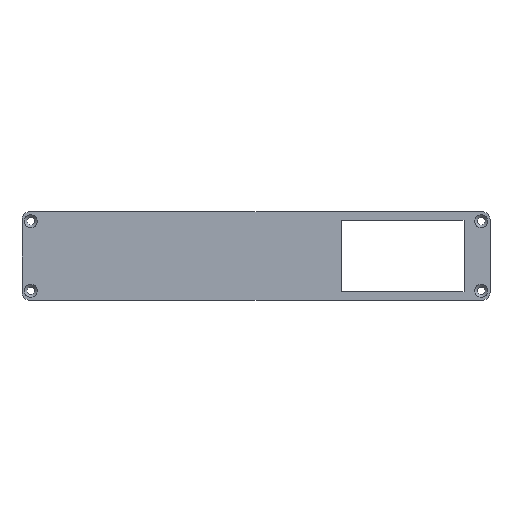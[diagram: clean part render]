
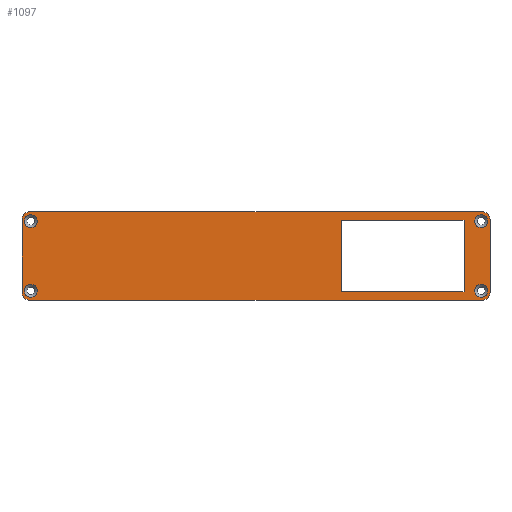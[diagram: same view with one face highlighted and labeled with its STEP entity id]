
A CAD part, top view. The second image highlights one B-rep face of the part: STEP entity #1097.
In plain terms, the highlighted planar face has unit normal (0, 0, 1).
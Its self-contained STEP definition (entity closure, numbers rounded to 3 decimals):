
#136=FACE_BOUND('',#311,.T.);
#137=FACE_BOUND('',#312,.T.);
#138=FACE_BOUND('',#313,.T.);
#139=FACE_BOUND('',#314,.T.);
#140=FACE_BOUND('',#315,.T.);
#151=CIRCLE('',#1154,2.5);
#152=CIRCLE('',#1155,2.5);
#156=CIRCLE('',#1161,2.5);
#157=CIRCLE('',#1162,2.5);
#161=CIRCLE('',#1168,2.5);
#162=CIRCLE('',#1169,2.5);
#166=CIRCLE('',#1175,2.5);
#167=CIRCLE('',#1176,2.5);
#175=CIRCLE('',#1198,3.);
#180=CIRCLE('',#1206,3.);
#181=CIRCLE('',#1208,3.);
#182=CIRCLE('',#1211,3.);
#253=FACE_OUTER_BOUND('',#310,.T.);
#310=EDGE_LOOP('',(#996,#997,#998,#999,#1000,#1001,#1002,#1003));
#311=EDGE_LOOP('',(#1004,#1005,#1006,#1007));
#312=EDGE_LOOP('',(#1008,#1009));
#313=EDGE_LOOP('',(#1010,#1011));
#314=EDGE_LOOP('',(#1012,#1013));
#315=EDGE_LOOP('',(#1014,#1015));
#324=LINE('',#1564,#418);
#345=LINE('',#1615,#439);
#359=LINE('',#1649,#453);
#369=LINE('',#1675,#463);
#400=LINE('',#1803,#494);
#406=LINE('',#1818,#500);
#408=LINE('',#1824,#502);
#409=LINE('',#1826,#503);
#418=VECTOR('',#1244,10.);
#439=VECTOR('',#1283,10.);
#453=VECTOR('',#1319,10.);
#463=VECTOR('',#1343,10.);
#494=VECTOR('',#1488,10.);
#500=VECTOR('',#1504,10.);
#502=VECTOR('',#1512,10.);
#503=VECTOR('',#1515,10.);
#510=VERTEX_POINT('',#1561);
#511=VERTEX_POINT('',#1563);
#531=VERTEX_POINT('',#1612);
#532=VERTEX_POINT('',#1614);
#555=VERTEX_POINT('',#1691);
#556=VERTEX_POINT('',#1692);
#560=VERTEX_POINT('',#1705);
#561=VERTEX_POINT('',#1706);
#565=VERTEX_POINT('',#1719);
#566=VERTEX_POINT('',#1720);
#570=VERTEX_POINT('',#1733);
#571=VERTEX_POINT('',#1734);
#580=VERTEX_POINT('',#1779);
#581=VERTEX_POINT('',#1780);
#590=VERTEX_POINT('',#1802);
#591=VERTEX_POINT('',#1806);
#592=VERTEX_POINT('',#1810);
#593=VERTEX_POINT('',#1811);
#594=VERTEX_POINT('',#1816);
#595=VERTEX_POINT('',#1820);
#604=EDGE_CURVE('',#511,#510,#324,.T.);
#629=EDGE_CURVE('',#532,#531,#345,.T.);
#647=EDGE_CURVE('',#531,#511,#359,.T.);
#661=EDGE_CURVE('',#510,#532,#369,.T.);
#669=EDGE_CURVE('',#555,#556,#151,.T.);
#670=EDGE_CURVE('',#556,#555,#152,.T.);
#676=EDGE_CURVE('',#560,#561,#156,.T.);
#677=EDGE_CURVE('',#561,#560,#157,.T.);
#683=EDGE_CURVE('',#565,#566,#161,.T.);
#684=EDGE_CURVE('',#566,#565,#162,.T.);
#690=EDGE_CURVE('',#570,#571,#166,.T.);
#691=EDGE_CURVE('',#571,#570,#167,.T.);
#712=EDGE_CURVE('',#580,#581,#175,.T.);
#723=EDGE_CURVE('',#590,#581,#400,.T.);
#725=EDGE_CURVE('',#590,#591,#180,.T.);
#727=EDGE_CURVE('',#592,#593,#181,.T.);
#731=EDGE_CURVE('',#592,#594,#406,.T.);
#732=EDGE_CURVE('',#595,#594,#182,.T.);
#734=EDGE_CURVE('',#595,#591,#408,.T.);
#735=EDGE_CURVE('',#580,#593,#409,.T.);
#996=ORIENTED_EDGE('',*,*,#712,.F.);
#997=ORIENTED_EDGE('',*,*,#735,.T.);
#998=ORIENTED_EDGE('',*,*,#727,.F.);
#999=ORIENTED_EDGE('',*,*,#731,.T.);
#1000=ORIENTED_EDGE('',*,*,#732,.F.);
#1001=ORIENTED_EDGE('',*,*,#734,.T.);
#1002=ORIENTED_EDGE('',*,*,#725,.F.);
#1003=ORIENTED_EDGE('',*,*,#723,.T.);
#1004=ORIENTED_EDGE('',*,*,#629,.T.);
#1005=ORIENTED_EDGE('',*,*,#647,.T.);
#1006=ORIENTED_EDGE('',*,*,#604,.T.);
#1007=ORIENTED_EDGE('',*,*,#661,.T.);
#1008=ORIENTED_EDGE('',*,*,#669,.T.);
#1009=ORIENTED_EDGE('',*,*,#670,.T.);
#1010=ORIENTED_EDGE('',*,*,#676,.T.);
#1011=ORIENTED_EDGE('',*,*,#677,.T.);
#1012=ORIENTED_EDGE('',*,*,#683,.T.);
#1013=ORIENTED_EDGE('',*,*,#684,.T.);
#1014=ORIENTED_EDGE('',*,*,#690,.T.);
#1015=ORIENTED_EDGE('',*,*,#691,.T.);
#1046=PLANE('',#1214);
#1097=ADVANCED_FACE('',(#253,#136,#137,#138,#139,#140),#1046,.T.);
#1154=AXIS2_PLACEMENT_3D('',#1693,#1361,#1362);
#1155=AXIS2_PLACEMENT_3D('',#1694,#1363,#1364);
#1161=AXIS2_PLACEMENT_3D('',#1707,#1377,#1378);
#1162=AXIS2_PLACEMENT_3D('',#1708,#1379,#1380);
#1168=AXIS2_PLACEMENT_3D('',#1721,#1393,#1394);
#1169=AXIS2_PLACEMENT_3D('',#1722,#1395,#1396);
#1175=AXIS2_PLACEMENT_3D('',#1735,#1409,#1410);
#1176=AXIS2_PLACEMENT_3D('',#1736,#1411,#1412);
#1198=AXIS2_PLACEMENT_3D('',#1781,#1468,#1469);
#1206=AXIS2_PLACEMENT_3D('',#1807,#1492,#1493);
#1208=AXIS2_PLACEMENT_3D('',#1812,#1497,#1498);
#1211=AXIS2_PLACEMENT_3D('',#1821,#1507,#1508);
#1214=AXIS2_PLACEMENT_3D('',#1827,#1516,#1517);
#1244=DIRECTION('',(0.,1.,0.));
#1283=DIRECTION('',(0.,-1.,0.));
#1319=DIRECTION('',(-1.,0.,0.));
#1343=DIRECTION('',(1.,0.,0.));
#1361=DIRECTION('center_axis',(0.,0.,-1.));
#1362=DIRECTION('ref_axis',(1.,0.,0.));
#1363=DIRECTION('center_axis',(0.,0.,-1.));
#1364=DIRECTION('ref_axis',(1.,0.,0.));
#1377=DIRECTION('center_axis',(0.,0.,-1.));
#1378=DIRECTION('ref_axis',(1.,0.,0.));
#1379=DIRECTION('center_axis',(0.,0.,-1.));
#1380=DIRECTION('ref_axis',(1.,0.,0.));
#1393=DIRECTION('center_axis',(0.,0.,-1.));
#1394=DIRECTION('ref_axis',(1.,0.,0.));
#1395=DIRECTION('center_axis',(0.,0.,-1.));
#1396=DIRECTION('ref_axis',(1.,0.,0.));
#1409=DIRECTION('center_axis',(0.,0.,-1.));
#1410=DIRECTION('ref_axis',(1.,0.,0.));
#1411=DIRECTION('center_axis',(0.,0.,-1.));
#1412=DIRECTION('ref_axis',(1.,0.,0.));
#1468=DIRECTION('center_axis',(0.,0.,-1.));
#1469=DIRECTION('ref_axis',(-0.707,-0.707,0.));
#1488=DIRECTION('',(0.,-1.,0.));
#1492=DIRECTION('center_axis',(0.,0.,-1.));
#1493=DIRECTION('ref_axis',(-0.707,0.707,0.));
#1497=DIRECTION('center_axis',(0.,0.,-1.));
#1498=DIRECTION('ref_axis',(0.707,-0.707,0.));
#1504=DIRECTION('',(0.,1.,0.));
#1507=DIRECTION('center_axis',(0.,0.,-1.));
#1508=DIRECTION('ref_axis',(0.707,0.707,0.));
#1512=DIRECTION('',(-1.,0.,0.));
#1515=DIRECTION('',(1.,0.,0.));
#1516=DIRECTION('center_axis',(0.,0.,1.));
#1517=DIRECTION('ref_axis',(1.,0.,0.));
#1561=CARTESIAN_POINT('',(32.8,13.8,1.5));
#1563=CARTESIAN_POINT('',(32.8,-13.8,1.5));
#1564=CARTESIAN_POINT('',(32.8,-6.9,1.5));
#1612=CARTESIAN_POINT('',(80.,-13.8,1.5));
#1614=CARTESIAN_POINT('',(80.,13.8,1.5));
#1615=CARTESIAN_POINT('',(80.,6.9,1.5));
#1649=CARTESIAN_POINT('',(40.,-13.8,1.5));
#1675=CARTESIAN_POINT('',(16.4,13.8,1.5));
#1691=CARTESIAN_POINT('',(89.1,-13.4,1.5));
#1692=CARTESIAN_POINT('',(84.1,-13.4,1.5));
#1693=CARTESIAN_POINT('Origin',(86.6,-13.4,1.5));
#1694=CARTESIAN_POINT('Origin',(86.6,-13.4,1.5));
#1705=CARTESIAN_POINT('',(-84.1,13.4,1.5));
#1706=CARTESIAN_POINT('',(-89.1,13.4,1.5));
#1707=CARTESIAN_POINT('Origin',(-86.6,13.4,1.5));
#1708=CARTESIAN_POINT('Origin',(-86.6,13.4,1.5));
#1719=CARTESIAN_POINT('',(-84.1,-13.4,1.5));
#1720=CARTESIAN_POINT('',(-89.1,-13.4,1.5));
#1721=CARTESIAN_POINT('Origin',(-86.6,-13.4,1.5));
#1722=CARTESIAN_POINT('Origin',(-86.6,-13.4,1.5));
#1733=CARTESIAN_POINT('',(89.1,13.4,1.5));
#1734=CARTESIAN_POINT('',(84.1,13.4,1.5));
#1735=CARTESIAN_POINT('Origin',(86.6,13.4,1.5));
#1736=CARTESIAN_POINT('Origin',(86.6,13.4,1.5));
#1779=CARTESIAN_POINT('',(-87.,-17.,1.5));
#1780=CARTESIAN_POINT('',(-90.,-14.,1.5));
#1781=CARTESIAN_POINT('Origin',(-87.,-14.,1.5));
#1802=CARTESIAN_POINT('',(-90.,14.,1.5));
#1803=CARTESIAN_POINT('',(-90.,17.,1.5));
#1806=CARTESIAN_POINT('',(-87.,17.,1.5));
#1807=CARTESIAN_POINT('Origin',(-87.,14.,1.5));
#1810=CARTESIAN_POINT('',(90.,-14.,1.5));
#1811=CARTESIAN_POINT('',(87.,-17.,1.5));
#1812=CARTESIAN_POINT('Origin',(87.,-14.,1.5));
#1816=CARTESIAN_POINT('',(90.,14.,1.5));
#1818=CARTESIAN_POINT('',(90.,-17.,1.5));
#1820=CARTESIAN_POINT('',(87.,17.,1.5));
#1821=CARTESIAN_POINT('Origin',(87.,14.,1.5));
#1824=CARTESIAN_POINT('',(90.,17.,1.5));
#1826=CARTESIAN_POINT('',(-90.,-17.,1.5));
#1827=CARTESIAN_POINT('Origin',(0.,0.,1.5));
